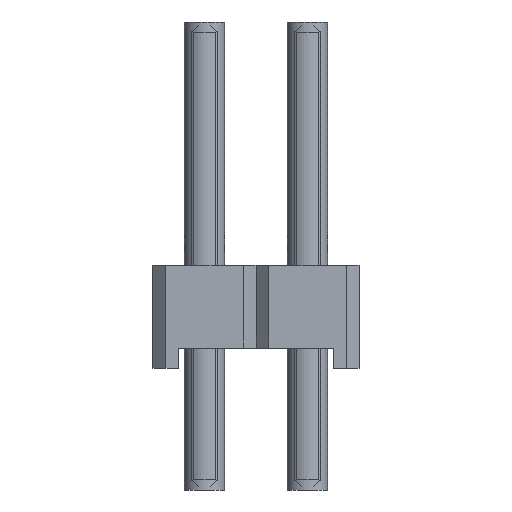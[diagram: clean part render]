
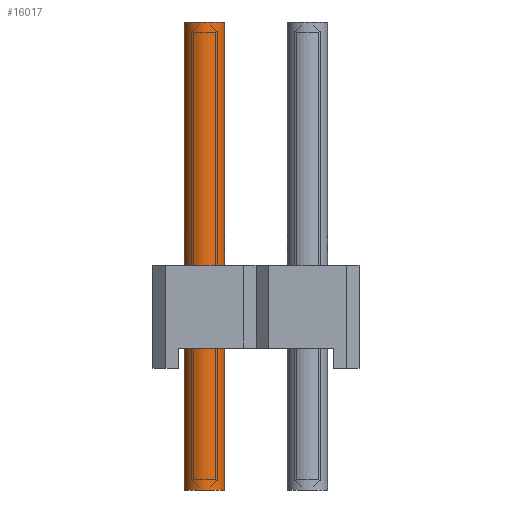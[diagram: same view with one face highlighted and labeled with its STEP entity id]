
A CAD part, left-side view. The second image highlights one B-rep face of the part: STEP entity #16017.
In plain terms, the highlighted cylindrical face has radius 0.5 mm (diameter 1 mm), a full revolution.
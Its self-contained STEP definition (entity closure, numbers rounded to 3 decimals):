
#303=CIRCLE('',#16872,0.5);
#304=CIRCLE('',#16873,0.5);
#876=CYLINDRICAL_SURFACE('',#16871,0.5);
#1269=ORIENTED_EDGE('',*,*,#6011,.F.);
#1270=ORIENTED_EDGE('',*,*,#6012,.T.);
#6011=EDGE_CURVE('',#8391,#8391,#303,.T.);
#6012=EDGE_CURVE('',#8392,#8392,#304,.T.);
#8391=VERTEX_POINT('',#23114);
#8392=VERTEX_POINT('',#23116);
#13611=EDGE_LOOP('',(#1269));
#13612=EDGE_LOOP('',(#1270));
#14555=FACE_BOUND('',#13611,.T.);
#14556=FACE_BOUND('',#13612,.T.);
#16017=ADVANCED_FACE('',(#14555,#14556),#876,.F.);
#16871=AXIS2_PLACEMENT_3D('',#23112,#18391,#18392);
#16872=AXIS2_PLACEMENT_3D('',#23113,#18393,#18394);
#16873=AXIS2_PLACEMENT_3D('',#23115,#18395,#18396);
#18391=DIRECTION('',(0.,0.,1.));
#18392=DIRECTION('',(1.,0.,0.));
#18393=DIRECTION('',(0.,0.,-1.));
#18394=DIRECTION('',(1.,0.,0.));
#18395=DIRECTION('',(0.,0.,-1.));
#18396=DIRECTION('',(1.,0.,0.));
#23112=CARTESIAN_POINT('',(0.,0.,0.));
#23113=CARTESIAN_POINT('',(0.,0.,11.54));
#23114=CARTESIAN_POINT('',(0.5,0.,11.54));
#23115=CARTESIAN_POINT('',(0.,0.,0.));
#23116=CARTESIAN_POINT('',(0.5,0.,0.));
